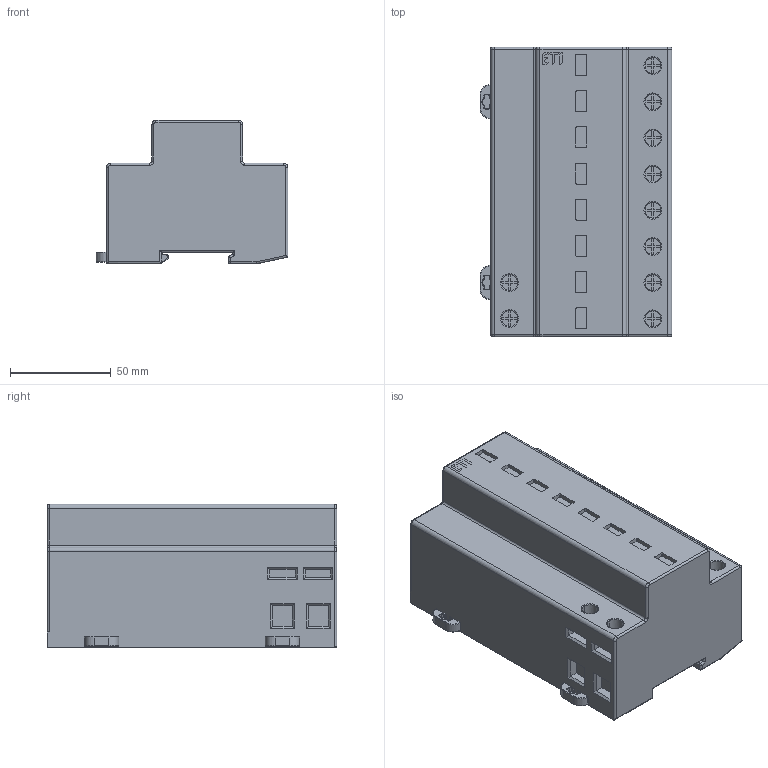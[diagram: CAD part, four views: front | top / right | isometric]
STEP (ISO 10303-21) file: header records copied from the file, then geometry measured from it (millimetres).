
FILE_DESCRIPTION((''),'2;1');
FILE_NAME('56_0631_ETITEC_T_WENT_320_25_4P_ASM','2020-12-22T',('marketing.praksa'),('Audax d.o.o.'),'CREO PARAMETRIC BY PTC INC, 2017480','CREO PARAMETRIC BY PTC INC, 2017480','');
FILE_SCHEMA(('AUTOMOTIVE_DESIGN { 1 0 10303 214 1 1 1 1 }'));
Length unit declared in the file: millimetre
Products named in the file (7): PROBLOC_SAFEBLOX_EXT_8TE_RC_20; TMP_DWG_65_1_1; TMP_DWG_65_1_2; TMP_DWG_65_1_3; CRM-82TO_ASM; LOGO_X-9_87_Y-6_07_ASM; 56_0631_ETITEC_T_WENT_320_25_4P_ASM
Assembly tree (6 placements, depth 4):
  56_0631_ETITEC_T_WENT_320_25_4P_ASM
    PROBLOC_SAFEBLOX_EXT_8TE_RC_20
    LOGO_X-9_87_Y-6_07_ASM
      CRM-82TO_ASM
        TMP_DWG_65_1_1
        TMP_DWG_65_1_2
        TMP_DWG_65_1_3
Bounding box: 95.25 x 143.6 x 71.34 mm (x, y, z)
Volume: 739242.1 mm3; surface area: 64315 mm2
Topology: 4 solids, 4 shells, 688 faces, 1763 edges, 1121 vertices
Faces by surface type: plane 419, cylinder 185, torus 54, bspline 26, sphere 4
Entity records: 32694 total; most frequent: CARTESIAN_POINT 5582, DIRECTION 3609, ORIENTED_EDGE 3518, PRESENTATION_STYLE_ASSIGNMENT 2304, STYLED_ITEM 2102, EDGE_CURVE 1759, CURVE_STYLE 1615, AXIS2_PLACEMENT_3D 1223
